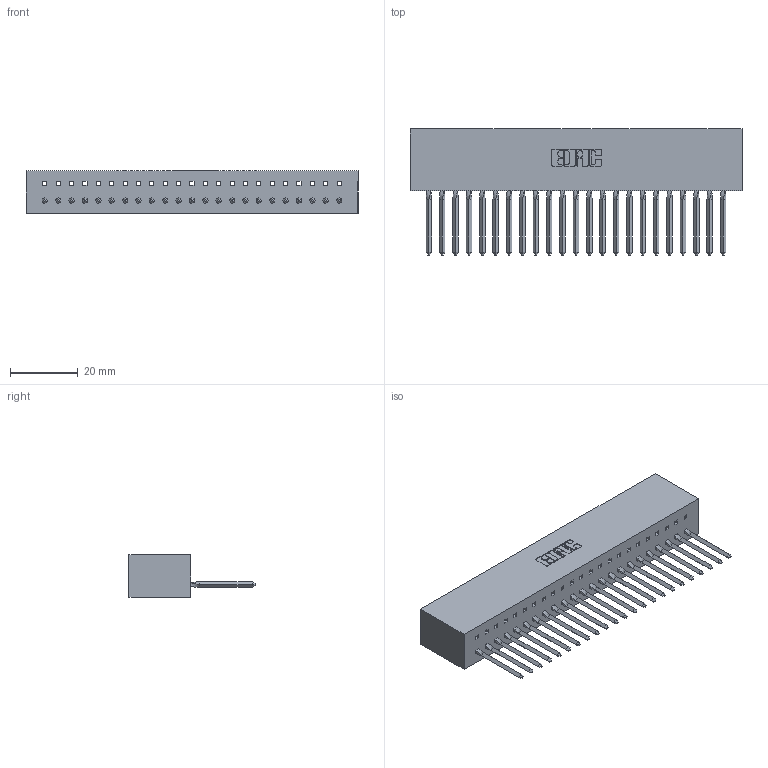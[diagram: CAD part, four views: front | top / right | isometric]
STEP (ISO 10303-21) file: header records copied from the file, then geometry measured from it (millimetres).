
FILE_DESCRIPTION (( 'STEP AP203' ), '1' );
FILE_NAME ('317-023-542-601.STEP', '2020-02-27T17:38:18', ( '' ), ( '' ), 'SwSTEP 2.0', 'SolidWorks 2016', '' );
FILE_SCHEMA (( 'CONFIG_CONTROL_DESIGN' ));
Length unit declared in the file: inch
Products named in the file (3): 317 Part_Lugless; 317-023-542-601; 317-290-003_542
Assembly tree (24 placements, depth 2):
  317-023-542-601
    317 Part_Lugless
    317-290-003_542  x23
Bounding box: 98.35 x 37.34 x 12.7 mm (x, y, z)
Volume: 16273.6 mm3; surface area: 19467 mm2
Topology: 24 solids, 24 shells, 1815 faces, 5230 edges, 3378 vertices
Faces by surface type: plane 1522, cylinder 201, bspline 92
Entity records: 33769 total; most frequent: CARTESIAN_POINT 6242, ORIENTED_EDGE 5928, DIRECTION 4966, EDGE_CURVE 2964, LINE 2802, VECTOR 2802, VERTEX_POINT 1970, AXIS2_PLACEMENT_3D 1082
